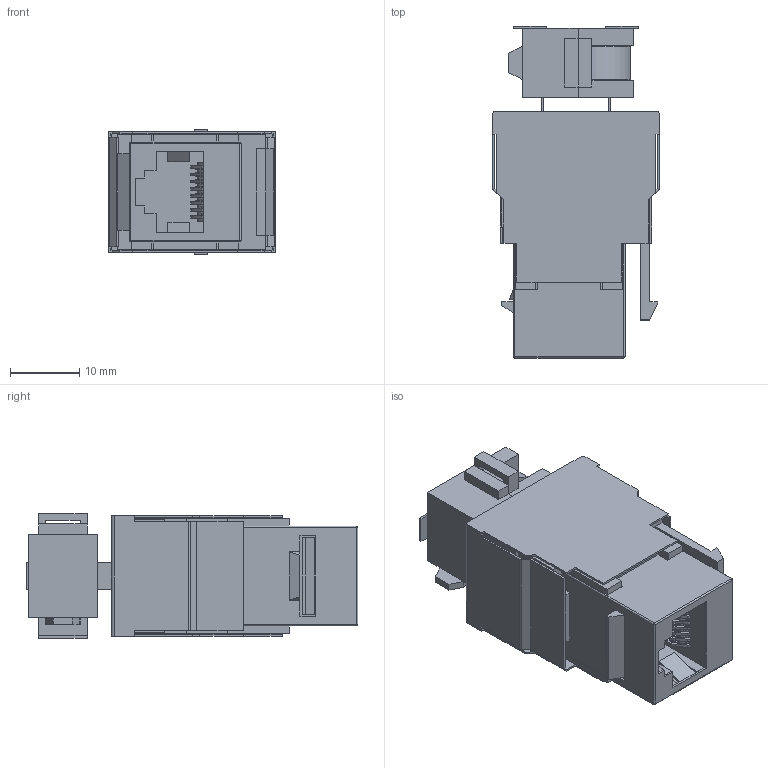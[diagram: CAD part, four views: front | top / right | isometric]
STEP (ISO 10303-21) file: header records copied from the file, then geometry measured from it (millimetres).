
FILE_DESCRIPTION (( 'STEP AP214' ), '1' );
FILE_NAME ('00407054_3D.STEP', '2022-06-30T21:54:19', ( '' ), ( '' ), 'SwSTEP 2.0', 'SolidWorks 2021', '' );
FILE_SCHEMA (( 'AUTOMOTIVE_DESIGN' ));
Length unit declared in the file: inch
Products named in the file (1): 00407054_3D
Bounding box: 24 x 47.8 x 18 mm (x, y, z)
Volume: 8690.7 mm3; surface area: 16665.6 mm2
Topology: 10 solids, 10 shells, 1739 faces, 4949 edges, 3219 vertices
Faces by surface type: plane 1423, cylinder 280, bspline 36
Entity records: 65341 total; most frequent: CARTESIAN_POINT 14232, ORIENTED_EDGE 9890, DIRECTION 8515, EDGE_CURVE 4945, VECTOR 4205, LINE 4205, VERTEX_POINT 3219, AXIS2_PLACEMENT_3D 2155
